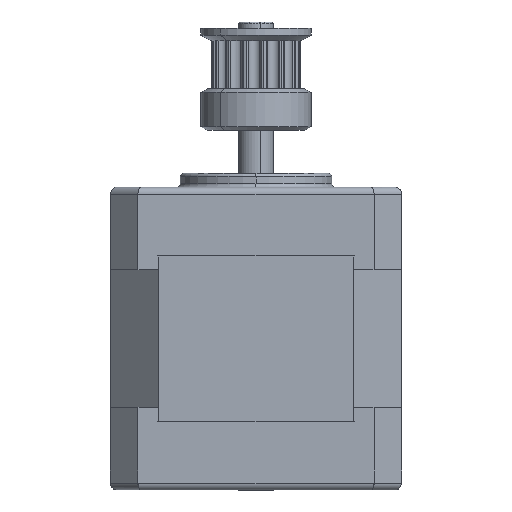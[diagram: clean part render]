
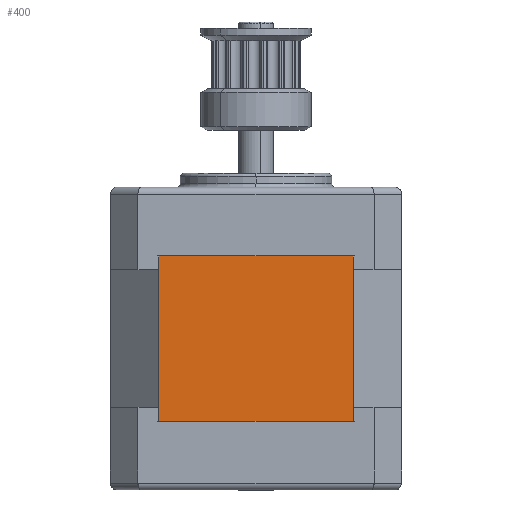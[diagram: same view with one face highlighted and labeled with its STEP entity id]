
A CAD part, left-side view. The second image highlights one B-rep face of the part: STEP entity #400.
In plain terms, the highlighted planar face has unit normal (-1, 0, 0).
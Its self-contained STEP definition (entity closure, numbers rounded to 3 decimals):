
#280 = EDGE_CURVE ( 'NONE', #1129, #1127, #4110, .T. ) ;
#281 = EDGE_CURVE ( 'NONE', #1128, #1127, #4112, .T. ) ;
#282 = EDGE_CURVE ( 'NONE', #1130, #1129, #4113, .T. ) ;
#283 = EDGE_CURVE ( 'NONE', #1130, #1128, #4114, .T. ) ;
#400 = ADVANCED_FACE ( 'NONE', ( #5478 ), #6613, .F. ) ;
#1127 = VERTEX_POINT ( 'NONE', #7954 ) ;
#1128 = VERTEX_POINT ( 'NONE', #7955 ) ;
#1129 = VERTEX_POINT ( 'NONE', #7956 ) ;
#1130 = VERTEX_POINT ( 'NONE', #7957 ) ;
#1322 = EDGE_LOOP ( 'NONE', ( #1714, #1715, #1716, #1717 ) ) ;
#1714 = ORIENTED_EDGE ( 'NONE', *, *, #281, .T. ) ;
#1715 = ORIENTED_EDGE ( 'NONE', *, *, #280, .F. ) ;
#1716 = ORIENTED_EDGE ( 'NONE', *, *, #282, .F. ) ;
#1717 = ORIENTED_EDGE ( 'NONE', *, *, #283, .T. ) ;
#4110 = LINE ( 'NONE', #5254, #4111 ) ;
#4111 = VECTOR ( 'NONE', #5256, 1000. ) ;
#4112 = LINE ( 'NONE', #5120, #4115 ) ;
#4113 = LINE ( 'NONE', #5121, #4117 ) ;
#4114 = LINE ( 'NONE', #5255, #4119 ) ;
#4115 = VECTOR ( 'NONE', #5257, 1000. ) ;
#4117 = VECTOR ( 'NONE', #5259, 1000. ) ;
#4119 = VECTOR ( 'NONE', #5261, 1000. ) ;
#5120 = CARTESIAN_POINT ( 'NONE',  ( -21.15, 14.15, 0. ) ) ;
#5121 = CARTESIAN_POINT ( 'NONE',  ( -21.15, 14.15, 24. ) ) ;
#5254 = CARTESIAN_POINT ( 'NONE',  ( -21.15, -14.15, 24. ) ) ;
#5255 = CARTESIAN_POINT ( 'NONE',  ( -21.15, 14.15, 24. ) ) ;
#5256 = DIRECTION ( 'NONE',  ( 0., 0., -1. ) ) ;
#5257 = DIRECTION ( 'NONE',  ( 0., -1., 0. ) ) ;
#5259 = DIRECTION ( 'NONE',  ( 0., -1., 0. ) ) ;
#5261 = DIRECTION ( 'NONE',  ( 0., 0., -1. ) ) ;
#5478 = FACE_OUTER_BOUND ( 'NONE', #1322, .T. ) ;
#5912 = AXIS2_PLACEMENT_3D ( 'NONE', #6614, #6615, #6616 ) ;
#6613 = PLANE ( 'NONE',  #5912 ) ;
#6614 = CARTESIAN_POINT ( 'NONE',  ( -21.15, 14.15, 24. ) ) ;
#6615 = DIRECTION ( 'NONE',  ( 1., 0., 0. ) ) ;
#6616 = DIRECTION ( 'NONE',  ( 0., 0., -1. ) ) ;
#7954 = CARTESIAN_POINT ( 'NONE',  ( -21.15, -14.15, 0. ) ) ;
#7955 = CARTESIAN_POINT ( 'NONE',  ( -21.15, 14.15, 0. ) ) ;
#7956 = CARTESIAN_POINT ( 'NONE',  ( -21.15, -14.15, 24. ) ) ;
#7957 = CARTESIAN_POINT ( 'NONE',  ( -21.15, 14.15, 24. ) ) ;
